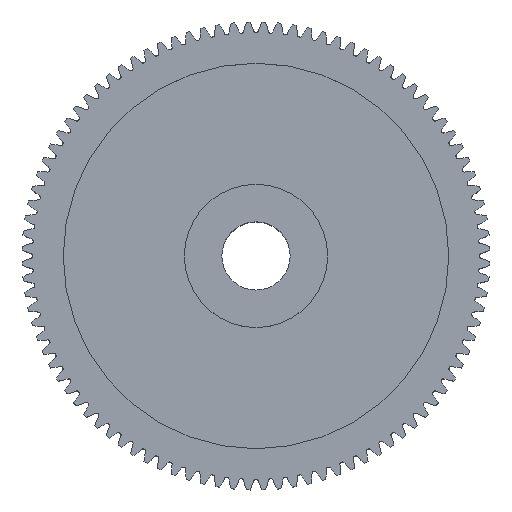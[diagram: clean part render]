
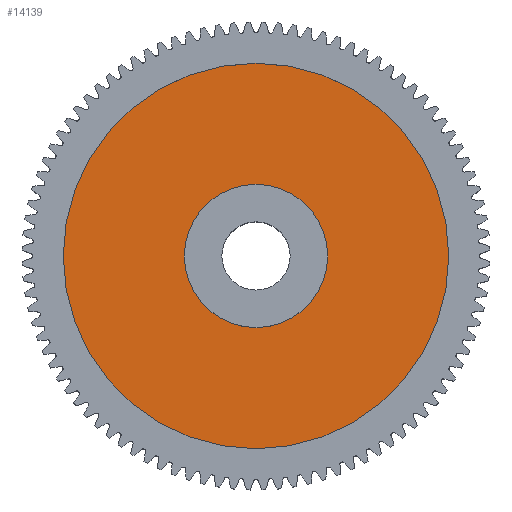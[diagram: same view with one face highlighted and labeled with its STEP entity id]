
A CAD part, top view. The second image highlights one B-rep face of the part: STEP entity #14139.
In plain terms, the highlighted planar face has unit normal (0, 0, 1).
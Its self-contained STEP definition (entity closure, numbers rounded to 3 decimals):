
#5538 = DIRECTION ( 'NONE',  ( -1., 0., 0. ) ) ;
#5599 = CIRCLE ( 'NONE', #5657, 10.5 ) ;
#5633 = AXIS2_PLACEMENT_3D ( 'NONE', #5651, #5650, #5538 ) ;
#5638 = FACE_OUTER_BOUND ( 'NONE', #14142, .T. ) ;
#5640 = PLANE ( 'NONE',  #5633 ) ;
#5642 = FACE_BOUND ( 'NONE', #14121, .T. ) ;
#5643 = DIRECTION ( 'NONE',  ( -1., 0., 0. ) ) ;
#5644 = DIRECTION ( 'NONE',  ( 0., 0., -1. ) ) ;
#5645 = CARTESIAN_POINT ( 'NONE',  ( 0., 0., 4. ) ) ;
#5646 = AXIS2_PLACEMENT_3D ( 'NONE', #5645, #5644, #5643 ) ;
#5650 = DIRECTION ( 'NONE',  ( 0., 0., -1. ) ) ;
#5651 = CARTESIAN_POINT ( 'NONE',  ( 0., 0., 4. ) ) ;
#5654 = DIRECTION ( 'NONE',  ( -1., 0., 0. ) ) ;
#5655 = DIRECTION ( 'NONE',  ( 0., 0., -1. ) ) ;
#5656 = CARTESIAN_POINT ( 'NONE',  ( 0., 0., 4. ) ) ;
#5657 = AXIS2_PLACEMENT_3D ( 'NONE', #5656, #5655, #5654 ) ;
#5658 = CIRCLE ( 'NONE', #5646, 28.25 ) ;
#6746 = VERTEX_POINT ( 'NONE', #22104 ) ;
#6748 = EDGE_CURVE ( 'NONE', #6886, #6746, #22100, .T. ) ;
#6842 = VERTEX_POINT ( 'NONE', #15256 ) ;
#6843 = EDGE_CURVE ( 'NONE', #6848, #6842, #15255, .T. ) ;
#6848 = VERTEX_POINT ( 'NONE', #15161 ) ;
#6886 = VERTEX_POINT ( 'NONE', #15533 ) ;
#14121 = EDGE_LOOP ( 'NONE', ( #14137, #14141 ) ) ;
#14124 = EDGE_CURVE ( 'NONE', #6842, #6848, #5599, .T. ) ;
#14131 = EDGE_CURVE ( 'NONE', #6746, #6886, #5658, .T. ) ;
#14137 = ORIENTED_EDGE ( 'NONE', *, *, #6843, .T. ) ;
#14139 = ADVANCED_FACE ( 'NONE', ( #5642, #5638 ), #5640, .F. ) ;
#14140 = ORIENTED_EDGE ( 'NONE', *, *, #6748, .F. ) ;
#14141 = ORIENTED_EDGE ( 'NONE', *, *, #14124, .T. ) ;
#14142 = EDGE_LOOP ( 'NONE', ( #14143, #14140 ) ) ;
#14143 = ORIENTED_EDGE ( 'NONE', *, *, #14131, .F. ) ;
#15161 = CARTESIAN_POINT ( 'NONE',  ( -10.5, 0., 4. ) ) ;
#15164 = DIRECTION ( 'NONE',  ( -1., 0., 0. ) ) ;
#15165 = DIRECTION ( 'NONE',  ( 0., 0., -1. ) ) ;
#15255 = CIRCLE ( 'NONE', #15260, 10.5 ) ;
#15256 = CARTESIAN_POINT ( 'NONE',  ( 10.5, 0., 4. ) ) ;
#15260 = AXIS2_PLACEMENT_3D ( 'NONE', #15262, #15165, #15164 ) ;
#15262 = CARTESIAN_POINT ( 'NONE',  ( 0., 0., 4. ) ) ;
#15533 = CARTESIAN_POINT ( 'NONE',  ( 28.25, 0., 4. ) ) ;
#22094 = DIRECTION ( 'NONE',  ( -1., 0., 0. ) ) ;
#22095 = DIRECTION ( 'NONE',  ( 0., 0., -1. ) ) ;
#22096 = CARTESIAN_POINT ( 'NONE',  ( 0., 0., 4. ) ) ;
#22097 = AXIS2_PLACEMENT_3D ( 'NONE', #22096, #22095, #22094 ) ;
#22100 = CIRCLE ( 'NONE', #22097, 28.25 ) ;
#22104 = CARTESIAN_POINT ( 'NONE',  ( -28.25, 0., 4. ) ) ;
